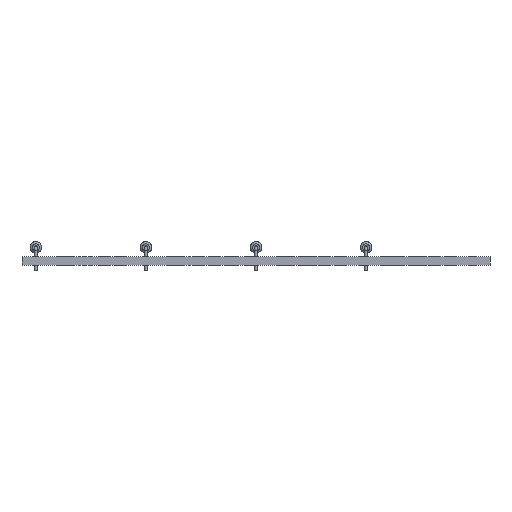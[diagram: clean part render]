
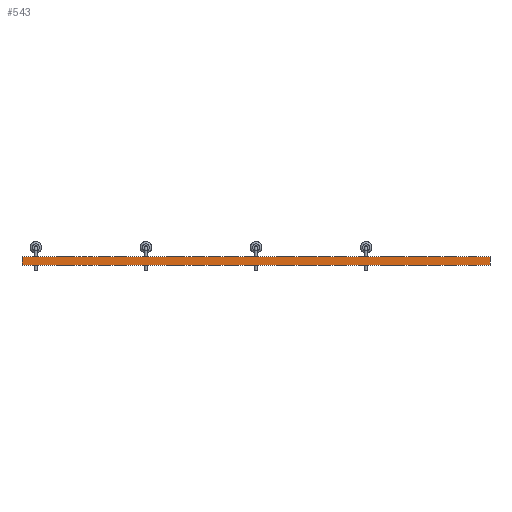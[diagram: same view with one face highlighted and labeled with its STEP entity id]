
A CAD part, front view. The second image highlights one B-rep face of the part: STEP entity #543.
In plain terms, the highlighted planar face has unit normal (0, -1, 0).
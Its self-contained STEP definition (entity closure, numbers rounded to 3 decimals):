
#543 = ADVANCED_FACE('',(#544),#578,.T.);
#544 = FACE_BOUND('',#545,.T.);
#545 = EDGE_LOOP('',(#546,#556,#564,#572));
#546 = ORIENTED_EDGE('',*,*,#547,.T.);
#547 = EDGE_CURVE('',#548,#550,#552,.T.);
#548 = VERTEX_POINT('',#549);
#549 = CARTESIAN_POINT('',(271.475,-133.444,0.));
#550 = VERTEX_POINT('',#551);
#551 = CARTESIAN_POINT('',(271.475,-133.444,1.51));
#552 = LINE('',#553,#554);
#553 = CARTESIAN_POINT('',(271.475,-133.444,0.));
#554 = VECTOR('',#555,1.);
#555 = DIRECTION('',(0.,0.,1.));
#556 = ORIENTED_EDGE('',*,*,#557,.T.);
#557 = EDGE_CURVE('',#550,#558,#560,.T.);
#558 = VERTEX_POINT('',#559);
#559 = CARTESIAN_POINT('',(190.475,-133.444,1.51));
#560 = LINE('',#561,#562);
#561 = CARTESIAN_POINT('',(271.475,-133.444,1.51));
#562 = VECTOR('',#563,1.);
#563 = DIRECTION('',(-1.,0.,0.));
#564 = ORIENTED_EDGE('',*,*,#565,.F.);
#565 = EDGE_CURVE('',#566,#558,#568,.T.);
#566 = VERTEX_POINT('',#567);
#567 = CARTESIAN_POINT('',(190.475,-133.444,0.));
#568 = LINE('',#569,#570);
#569 = CARTESIAN_POINT('',(190.475,-133.444,0.));
#570 = VECTOR('',#571,1.);
#571 = DIRECTION('',(0.,0.,1.));
#572 = ORIENTED_EDGE('',*,*,#573,.F.);
#573 = EDGE_CURVE('',#548,#566,#574,.T.);
#574 = LINE('',#575,#576);
#575 = CARTESIAN_POINT('',(271.475,-133.444,0.));
#576 = VECTOR('',#577,1.);
#577 = DIRECTION('',(-1.,0.,0.));
#578 = PLANE('',#579);
#579 = AXIS2_PLACEMENT_3D('',#580,#581,#582);
#580 = CARTESIAN_POINT('',(271.475,-133.444,0.));
#581 = DIRECTION('',(0.,-1.,0.));
#582 = DIRECTION('',(-1.,0.,0.));
